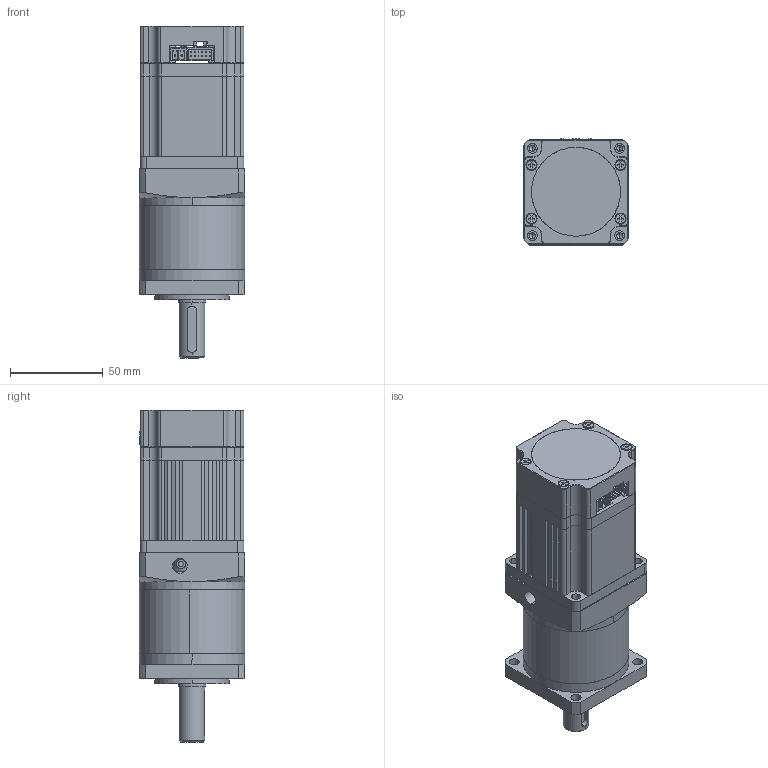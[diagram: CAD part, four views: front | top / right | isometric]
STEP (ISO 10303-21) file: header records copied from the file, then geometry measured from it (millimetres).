
FILE_DESCRIPTION (( 'STEP AP214' ), '1' );
FILE_NAME ('MD57AIS77-AG50.STEP', '2022-08-10T02:55:48', ( '' ), ( '' ), 'SwSTEP 2.0', 'SolidWorks 2020', '' );
FILE_SCHEMA (( 'AUTOMOTIVE_DESIGN' ));
Length unit declared in the file: millimetre
Products named in the file (21): 57LS09610堤粣; FLF57-50; cross recessed countersunk head screws gb2_GB_CROSS_SCREWS_TYPE10 M3X25-23.35-H1-N; 57LOGO; 諉芛3; 諉芛; FLヶ傷裔; MD57AIS77-AG50; 57AIS77-24-09610-1R; 57LS09610ヶ傷裔; FL綴傷裔; hexagon socket head cap screws gb_GB_FASTENER_SCREWS_HSHCS M4X8-N; 57SF-BMQ-低压伺服编码器后罩; FL堤粣; 57LS09610綴傷裔; circlips for shaft--type a large gb_GB_CONNECTING_PIECE_RING_RRA 15; 薊粣ん; 57LS09610儂旯; deep groove ball bearings gb_Rolling bearings 16002 GB 276-94; 諉芛2; FL儂旯
Assembly tree (31 placements, depth 3):
  MD57AIS77-AG50
    57AIS77-24-09610-1R
      57LS09610堤粣
      57LS09610ヶ傷裔
      57LS09610儂旯
      57SF-BMQ-低压伺服编码器后罩
      57LS09610綴傷裔
      cross recessed countersunk head screws gb2_GB_CROSS_SCREWS_TYPE10 M3X25-23.35-H1-N  x4
      諉芛
      諉芛2
      諉芛3  x2
      57LOGO
    FLF57-50
      FLヶ傷裔
      薊粣ん
      FL綴傷裔
      FL堤粣
      FL儂旯
      circlips for shaft--type a large gb_GB_CONNECTING_PIECE_RING_RRA 15
      deep groove ball bearings gb_Rolling bearings 16002 GB 276-94
      hexagon socket head cap screws gb_GB_FASTENER_SCREWS_HSHCS M4X8-N  x8
Bounding box: 57 x 57 x 179.05 mm (x, y, z)
Volume: 353602.3 mm3; surface area: 101633.8 mm2
Topology: 31 solids, 31 shells, 1155 faces, 3062 edges, 1948 vertices
Faces by surface type: plane 552, cylinder 369, cone 124, torus 78, sphere 32
Entity records: 29122 total; most frequent: CARTESIAN_POINT 6650, DIRECTION 4569, ORIENTED_EDGE 4468, EDGE_CURVE 2234, AXIS2_PLACEMENT_3D 1722, VERTEX_POINT 1445, LINE 1125, VECTOR 1125
